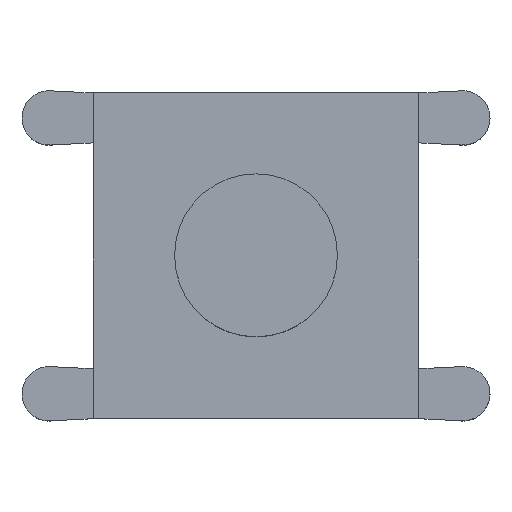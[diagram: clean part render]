
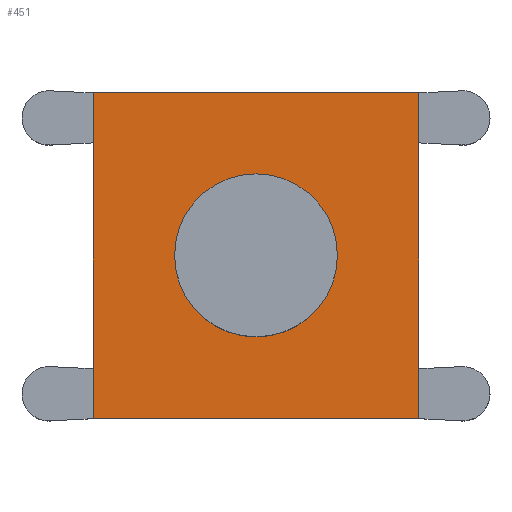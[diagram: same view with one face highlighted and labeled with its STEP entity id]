
A CAD part, top view. The second image highlights one B-rep face of the part: STEP entity #451.
In plain terms, the highlighted planar face has unit normal (0, 0, 1).
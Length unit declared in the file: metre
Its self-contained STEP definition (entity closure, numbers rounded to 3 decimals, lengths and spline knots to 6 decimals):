
#35=LINE('',#710,#83);
#39=LINE('',#718,#87);
#44=LINE('',#727,#92);
#47=LINE('',#731,#95);
#83=VECTOR('',#561,1.);
#87=VECTOR('',#567,1.);
#92=VECTOR('',#574,1.);
#95=VECTOR('',#579,1.);
#157=ORIENTED_EDGE('',*,*,#273,.F.);
#158=ORIENTED_EDGE('',*,*,#263,.F.);
#159=ORIENTED_EDGE('',*,*,#268,.T.);
#160=ORIENTED_EDGE('',*,*,#259,.T.);
#161=ORIENTED_EDGE('',*,*,#271,.F.);
#259=EDGE_CURVE('',#315,#320,#35,.T.);
#263=EDGE_CURVE('',#323,#324,#39,.T.);
#268=EDGE_CURVE('',#323,#315,#44,.T.);
#271=EDGE_CURVE('',#324,#320,#47,.T.);
#273=EDGE_CURVE('',#327,#327,#345,.T.);
#315=VERTEX_POINT('',#699);
#320=VERTEX_POINT('',#709);
#323=VERTEX_POINT('',#717);
#324=VERTEX_POINT('',#719);
#327=VERTEX_POINT('',#735);
#345=CIRCLE('',#497,0.0015);
#360=EDGE_LOOP('',(#157));
#361=EDGE_LOOP('',(#158,#159,#160,#161));
#394=FACE_BOUND('',#360,.T.);
#395=FACE_BOUND('',#361,.T.);
#428=PLANE('',#496);
#451=ADVANCED_FACE('',(#394,#395),#428,.T.);
#496=AXIS2_PLACEMENT_3D('',#733,#581,#582);
#497=AXIS2_PLACEMENT_3D('',#734,#583,#584);
#561=DIRECTION('',(0.,-1.,0.));
#567=DIRECTION('',(0.,-1.,0.));
#574=DIRECTION('',(-1.,0.,0.));
#579=DIRECTION('',(-1.,0.,0.));
#581=DIRECTION('',(0.,0.,1.));
#582=DIRECTION('',(1.,0.,0.));
#583=DIRECTION('',(0.,0.,1.));
#584=DIRECTION('',(1.,0.,0.));
#699=CARTESIAN_POINT('',(-0.003,0.003,0.0035));
#709=CARTESIAN_POINT('',(-0.003,-0.003,0.0035));
#710=CARTESIAN_POINT('',(-0.003,0.,0.0035));
#717=CARTESIAN_POINT('',(0.003,0.003,0.0035));
#718=CARTESIAN_POINT('',(0.003,0.,0.0035));
#719=CARTESIAN_POINT('',(0.003,-0.003,0.0035));
#727=CARTESIAN_POINT('',(0.,0.003,0.0035));
#731=CARTESIAN_POINT('',(0.,-0.003,0.0035));
#733=CARTESIAN_POINT('',(0.,0.,0.0035));
#734=CARTESIAN_POINT('',(0.,0.,0.0035));
#735=CARTESIAN_POINT('',(0.0015,0.,0.0035));
